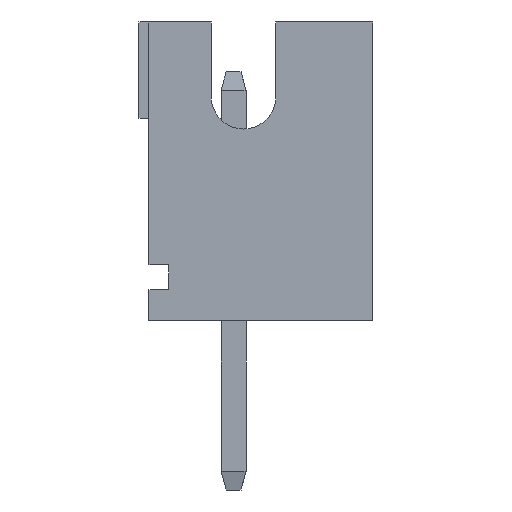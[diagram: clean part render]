
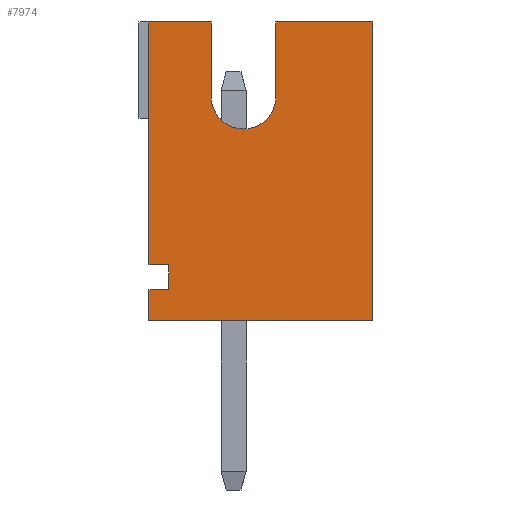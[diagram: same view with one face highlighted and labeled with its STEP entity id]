
A CAD part, left-side view. The second image highlights one B-rep face of the part: STEP entity #7974.
In plain terms, the highlighted planar face has unit normal (-1, 0, 0).
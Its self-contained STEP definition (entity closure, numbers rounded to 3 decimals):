
#19=CIRCLE('',#8393,0.65);
#297=FACE_OUTER_BOUND('',#754,.T.);
#754=EDGE_LOOP('',(#6122,#6123,#6124,#6125,#6126,#6127,#6128,#6129,#6130,
#6131,#6132,#6133));
#1209=LINE('',#11053,#2263);
#1269=LINE('',#11177,#2323);
#1563=LINE('',#11765,#2617);
#1599=LINE('',#11839,#2653);
#1600=LINE('',#11842,#2654);
#1616=LINE('',#11873,#2670);
#1618=LINE('',#11878,#2672);
#1625=LINE('',#11894,#2679);
#1627=LINE('',#11897,#2681);
#1629=LINE('',#11901,#2683);
#1670=LINE('',#11984,#2724);
#2263=VECTOR('',#9066,6.);
#2323=VECTOR('',#9142,4.875);
#2617=VECTOR('',#9620,1.25);
#2653=VECTOR('',#9690,1.95);
#2654=VECTOR('',#9693,4.5);
#2670=VECTOR('',#9727,1.5);
#2672=VECTOR('',#9731,1.5);
#2679=VECTOR('',#9752,0.5);
#2681=VECTOR('',#9756,0.4);
#2683=VECTOR('',#9760,0.4);
#2724=VECTOR('',#9805,0.625);
#3229=VERTEX_POINT('',#11050);
#3230=VERTEX_POINT('',#11052);
#3285=VERTEX_POINT('',#11174);
#3286=VERTEX_POINT('',#11176);
#3488=VERTEX_POINT('',#11764);
#3509=VERTEX_POINT('',#11837);
#3510=VERTEX_POINT('',#11841);
#3516=VERTEX_POINT('',#11871);
#3518=VERTEX_POINT('',#11877);
#3519=VERTEX_POINT('',#11891);
#3520=VERTEX_POINT('',#11893);
#3521=VERTEX_POINT('',#11899);
#3996=EDGE_CURVE('',#3230,#3229,#1209,.T.);
#4056=EDGE_CURVE('',#3285,#3286,#1269,.T.);
#4350=EDGE_CURVE('',#3286,#3488,#1563,.T.);
#4388=EDGE_CURVE('',#3509,#3229,#1599,.T.);
#4389=EDGE_CURVE('',#3510,#3230,#1600,.T.);
#4405=EDGE_CURVE('',#3509,#3516,#1616,.T.);
#4407=EDGE_CURVE('',#3518,#3488,#1618,.T.);
#4410=EDGE_CURVE('',#3516,#3518,#19,.T.);
#4416=EDGE_CURVE('',#3520,#3519,#1625,.T.);
#4418=EDGE_CURVE('',#3285,#3520,#1627,.T.);
#4420=EDGE_CURVE('',#3519,#3521,#1629,.T.);
#4461=EDGE_CURVE('',#3510,#3521,#1670,.T.);
#6122=ORIENTED_EDGE('',*,*,#4407,.T.);
#6123=ORIENTED_EDGE('',*,*,#4350,.F.);
#6124=ORIENTED_EDGE('',*,*,#4056,.F.);
#6125=ORIENTED_EDGE('',*,*,#4418,.T.);
#6126=ORIENTED_EDGE('',*,*,#4416,.T.);
#6127=ORIENTED_EDGE('',*,*,#4420,.T.);
#6128=ORIENTED_EDGE('',*,*,#4461,.F.);
#6129=ORIENTED_EDGE('',*,*,#4389,.T.);
#6130=ORIENTED_EDGE('',*,*,#3996,.T.);
#6131=ORIENTED_EDGE('',*,*,#4388,.F.);
#6132=ORIENTED_EDGE('',*,*,#4405,.T.);
#6133=ORIENTED_EDGE('',*,*,#4410,.T.);
#7135=PLANE('',#8401);
#7974=ADVANCED_FACE('',(#297),#7135,.T.);
#8393=AXIS2_PLACEMENT_3D('',#11882,#9737,#9738);
#8401=AXIS2_PLACEMENT_3D('',#11983,#9803,#9804);
#9066=DIRECTION('',(0.,0.,1.));
#9142=DIRECTION('',(0.,0.,1.));
#9620=DIRECTION('',(0.,-1.,0.));
#9690=DIRECTION('',(0.,-1.,0.));
#9693=DIRECTION('',(0.,-1.,0.));
#9727=DIRECTION('',(0.,0.,-1.));
#9731=DIRECTION('',(0.,0.,1.));
#9737=DIRECTION('center_axis',(1.,0.,0.));
#9738=DIRECTION('ref_axis',(0.,-1.,0.));
#9752=DIRECTION('',(0.,0.,-1.));
#9756=DIRECTION('',(0.,-1.,0.));
#9760=DIRECTION('',(0.,1.,0.));
#9803=DIRECTION('center_axis',(-1.,0.,0.));
#9804=DIRECTION('ref_axis',(0.,-1.,0.));
#9805=DIRECTION('',(0.,0.,1.));
#11050=CARTESIAN_POINT('',(-10.95,-2.8,6.));
#11052=CARTESIAN_POINT('',(-10.95,-2.8,0.));
#11053=CARTESIAN_POINT('',(-10.95,-2.8,0.225));
#11174=CARTESIAN_POINT('',(-10.95,1.7,1.125));
#11176=CARTESIAN_POINT('',(-10.95,1.7,6.));
#11177=CARTESIAN_POINT('',(-10.95,1.7,0.3));
#11764=CARTESIAN_POINT('',(-10.95,0.45,6.));
#11765=CARTESIAN_POINT('',(-10.95,1.7,6.));
#11837=CARTESIAN_POINT('',(-10.95,-0.85,6.));
#11839=CARTESIAN_POINT('',(-10.95,1.7,6.));
#11841=CARTESIAN_POINT('',(-10.95,1.7,0.));
#11842=CARTESIAN_POINT('',(-10.95,1.7,0.));
#11871=CARTESIAN_POINT('',(-10.95,-0.85,4.5));
#11873=CARTESIAN_POINT('',(-10.95,-0.85,3.15));
#11877=CARTESIAN_POINT('',(-10.95,0.45,4.5));
#11878=CARTESIAN_POINT('',(-10.95,0.45,2.4));
#11882=CARTESIAN_POINT('Origin',(-10.95,-0.2,4.5));
#11891=CARTESIAN_POINT('',(-10.95,1.3,0.625));
#11893=CARTESIAN_POINT('',(-10.95,1.3,1.125));
#11894=CARTESIAN_POINT('',(-10.95,1.3,0.713));
#11897=CARTESIAN_POINT('',(-10.95,1.7,1.125));
#11899=CARTESIAN_POINT('',(-10.95,1.7,0.625));
#11901=CARTESIAN_POINT('',(-10.95,1.5,0.625));
#11983=CARTESIAN_POINT('Origin',(-10.95,1.7,0.3));
#11984=CARTESIAN_POINT('',(-10.95,1.7,0.));
